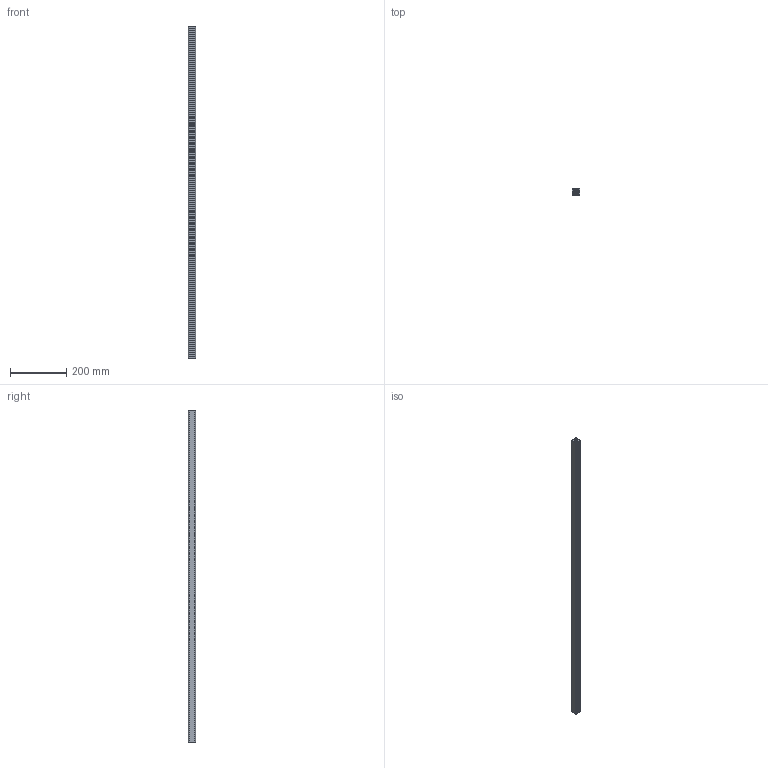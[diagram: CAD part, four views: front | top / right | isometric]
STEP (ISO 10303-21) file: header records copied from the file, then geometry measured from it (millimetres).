
FILE_DESCRIPTION (( 'STEP AP214' ), '1' );
FILE_NAME ('D529CA93-B626-4DB4-9ECE-CB17B40612A3.STEP', '2025-09-13T00:42:12', ( '' ), ( '' ), 'SwSTEP 2.0', 'SolidWorks 2022', '' );
FILE_SCHEMA (( 'AUTOMOTIVE_DESIGN' ));
Length unit declared in the file: millimetre
Products named in the file (1): D529CA93-B626-4DB4-9ECE-CB17B40612A3
Bounding box: 25 x 25 x 1181.1 mm (x, y, z)
Volume: 340466.1 mm3; surface area: 261921.7 mm2
Topology: 1 solids, 1 shells, 60 faces, 174 edges, 116 vertices
Faces by surface type: cylinder 32, plane 28
Entity records: 2044 total; most frequent: DIRECTION 360, CARTESIAN_POINT 351, ORIENTED_EDGE 348, EDGE_CURVE 174, AXIS2_PLACEMENT_3D 125, VERTEX_POINT 116, VECTOR 110, LINE 110
